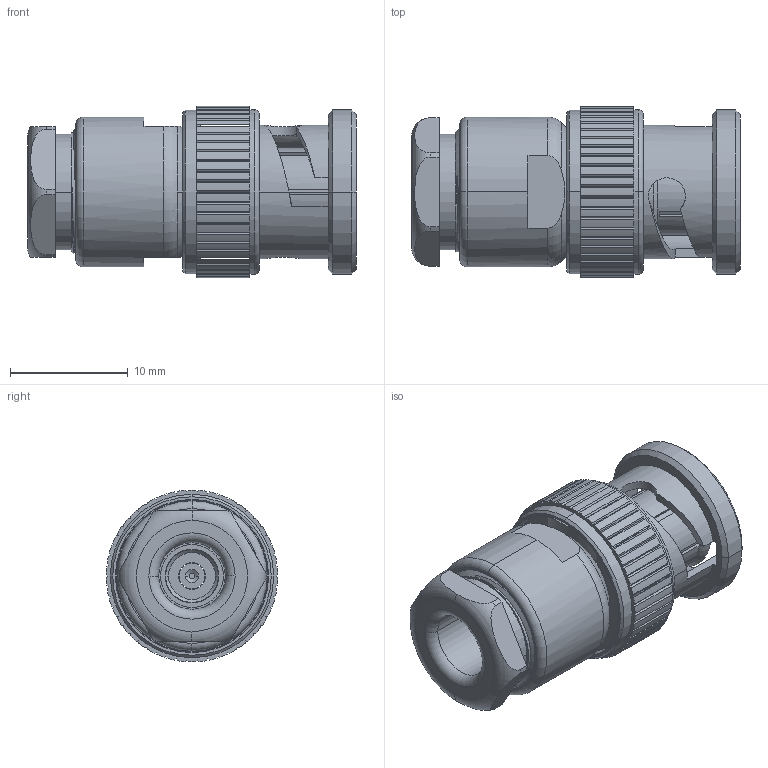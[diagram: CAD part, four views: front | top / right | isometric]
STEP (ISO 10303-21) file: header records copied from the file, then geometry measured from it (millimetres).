
FILE_DESCRIPTION((''),'2;1');
FILE_NAME('31-3301_SW0001','2016-07-19T',('Viji'),(''),'PRO/ENGINEER BY PARAMETRIC TECHNOLOGY CORPORATION, 2014440','PRO/ENGINEER BY PARAMETRIC TECHNOLOGY CORPORATION, 2014440','');
FILE_SCHEMA(('CONFIG_CONTROL_DESIGN'));
Length unit declared in the file: millimetre
Products named in the file (1): 31-3301_SW0001
Bounding box: 27.85 x 14.55 x 14.55 mm (x, y, z)
Surface area: 3424.8 mm2 (no closed solid volume)
Topology: 0 solids, 16 shells, 331 faces, 948 edges, 633 vertices
Faces by surface type: plane 159, cylinder 112, cone 28, torus 22, bspline 10
Entity records: 13533 total; most frequent: CARTESIAN_POINT 4770, DIRECTION 1834, ORIENTED_EDGE 1784, EDGE_CURVE 948, AXIS2_PLACEMENT_3D 653, VERTEX_POINT 633, VECTOR 528, LINE 528
